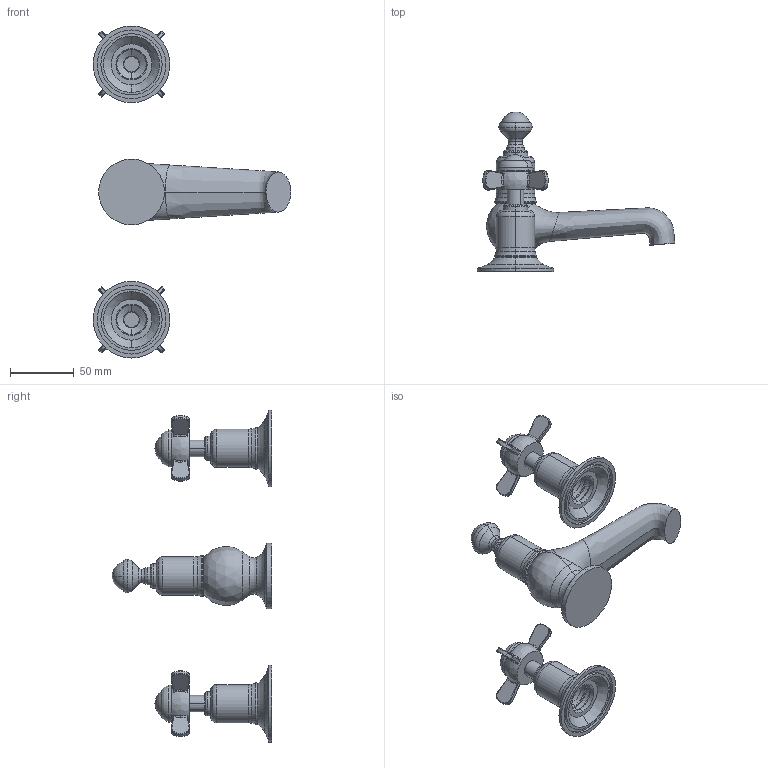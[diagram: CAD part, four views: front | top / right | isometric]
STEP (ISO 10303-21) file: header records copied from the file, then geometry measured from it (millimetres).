
FILE_DESCRIPTION((''),'2;1');
FILE_NAME('98193_ASM','2018-08-13T',('MQ'),(''),'PRO/ENGINEER BY PARAMETRIC TECHNOLOGY CORPORATION, 2012130','PRO/ENGINEER BY PARAMETRIC TECHNOLOGY CORPORATION, 2012130','');
FILE_SCHEMA(('CONFIG_CONTROL_DESIGN'));
Products named in the file (13): MANIFOLD_SOLID_BREP_172; MANIFOLD_SOLID_BREP_177; PRT0224; PRT0225; PRT0226; PRT0227; PRT0228; ADMI2EE448WI_ASM; ACCROSSHANDLE-04; ACCROSSHANDLE-03; ACC-05; ACCROSSHANDLE_ASM; 98193_ASM
Assembly tree (13 placements, depth 3):
  98193_ASM
    ADMI2EE448WI_ASM
      MANIFOLD_SOLID_BREP_172
      MANIFOLD_SOLID_BREP_177
      PRT0224
      PRT0225
      PRT0226
      PRT0227
      PRT0228
    ACCROSSHANDLE_ASM  x2
      ACCROSSHANDLE-04
      ACCROSSHANDLE-03
      ACC-05
Bounding box: 154.71 x 125 x 260 mm (x, y, z)
Volume: 234739.9 mm3; surface area: 77338.1 mm2
Topology: 15 solids, 15 shells, 447 faces, 978 edges, 579 vertices
Faces by surface type: torus 128, cylinder 124, plane 80, bspline 74, cone 35, sphere 6
Entity records: 13711 total; most frequent: CARTESIAN_POINT 6395, DIRECTION 1664, ORIENTED_EDGE 1380, AXIS2_PLACEMENT_3D 759, EDGE_CURVE 690, CIRCLE 437, VERTEX_POINT 408, EDGE_LOOP 356
